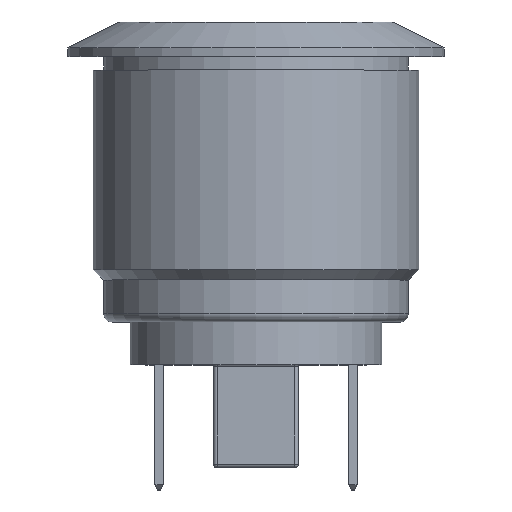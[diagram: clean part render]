
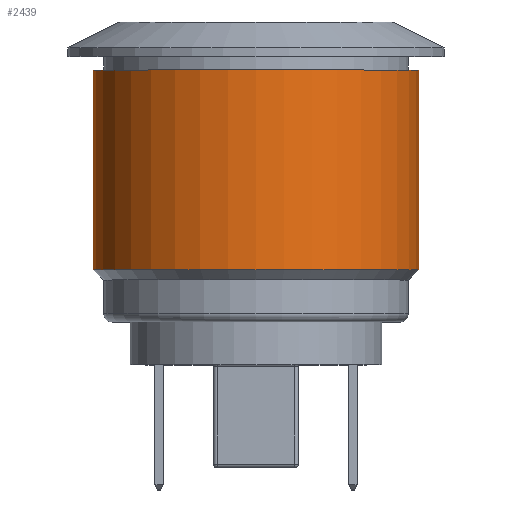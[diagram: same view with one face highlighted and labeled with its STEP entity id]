
A CAD part, top view. The second image highlights one B-rep face of the part: STEP entity #2439.
In plain terms, the highlighted cylindrical face has radius 9.5 mm (diameter 19 mm), a full revolution.
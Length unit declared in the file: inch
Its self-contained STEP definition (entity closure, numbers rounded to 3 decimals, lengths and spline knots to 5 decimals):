
#2385=CARTESIAN_POINT('',(0.37402,0.57874,0.));
#2386=VERTEX_POINT('',#2385);
#2387=CARTESIAN_POINT('',(0.0,0.57874,0.0));
#2388=DIRECTION('',(0.0,-1.0,0.0));
#2389=DIRECTION('',(1.0,0.0,0.0));
#2390=AXIS2_PLACEMENT_3D('',#2387,#2388,#2389);
#2391=CIRCLE('',#2390,0.37402);
#2392=EDGE_CURVE('',#2386,#2386,#2391,.T.);
#2405=CARTESIAN_POINT('',(0.37402,0.12008,0.));
#2406=VERTEX_POINT('',#2405);
#2407=CARTESIAN_POINT('',(0.0,0.12008,0.0));
#2408=DIRECTION('',(0.0,-1.0,0.0));
#2409=DIRECTION('',(-1.0,0.0,0.0));
#2410=AXIS2_PLACEMENT_3D('',#2407,#2408,#2409);
#2411=CIRCLE('',#2410,0.37402);
#2412=EDGE_CURVE('',#2406,#2406,#2411,.T.);
#2428=CARTESIAN_POINT('',(0.0,0.60167,0.0));
#2429=DIRECTION('',(0.0,-1.0,0.0));
#2430=DIRECTION('',(1.0,0.0,0.0));
#2431=AXIS2_PLACEMENT_3D('',#2428,#2429,#2430);
#2432=CYLINDRICAL_SURFACE('',#2431,0.37402);
#2433=ORIENTED_EDGE('',*,*,#2412,.F.);
#2434=EDGE_LOOP('',(#2433));
#2435=FACE_OUTER_BOUND('',#2434,.T.);
#2436=ORIENTED_EDGE('',*,*,#2392,.T.);
#2437=EDGE_LOOP('',(#2436));
#2438=FACE_BOUND('',#2437,.T.);
#2439=ADVANCED_FACE('',(#2435,#2438),#2432,.T.);
